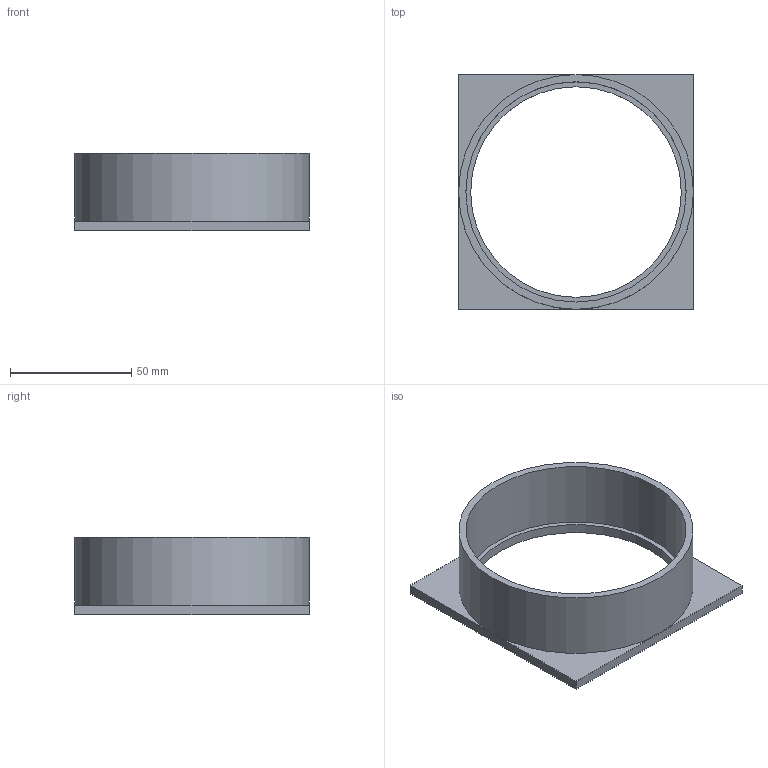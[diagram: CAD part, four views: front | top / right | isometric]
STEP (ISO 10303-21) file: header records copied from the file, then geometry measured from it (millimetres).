
FILE_DESCRIPTION(/* description */ (''),/* implementation_level */ '2;1');
FILE_NAME(/* name */ 'cba0e912-cff2-442a-b70e-8f8ce8b3695e.zip.stp',/* time_stamp */ '2024-02-04T16:46:20Z',/* author */ (''),/* organization */ (''),/* preprocessor_version */ 'ST-DEVELOPER v20',/* originating_system */ 'Autodesk Translation Framework v12.20.1.177',/* authorisation */ '');
FILE_SCHEMA (('AUTOMOTIVE_DESIGN { 1 0 10303 214 3 1 1 }'));
Length unit declared in the file: millimetre
Products named in the file (1): Suporte_postes
Bounding box: 97 x 97 x 32 mm (x, y, z)
Volume: 38663.3 mm3; surface area: 26111.3 mm2
Topology: 1 solids, 1 shells, 14 faces, 28 edges, 17 vertices
Faces by surface type: plane 11, cylinder 3
Full cylindrical faces by diameter (mm): 87 x1, 91 x1, 97 x1
Entity records: 405 total; most frequent: DIRECTION 67, CARTESIAN_POINT 60, ORIENTED_EDGE 56, EDGE_CURVE 28, AXIS2_PLACEMENT_3D 24, LINE 19, VECTOR 19, EDGE_LOOP 17
